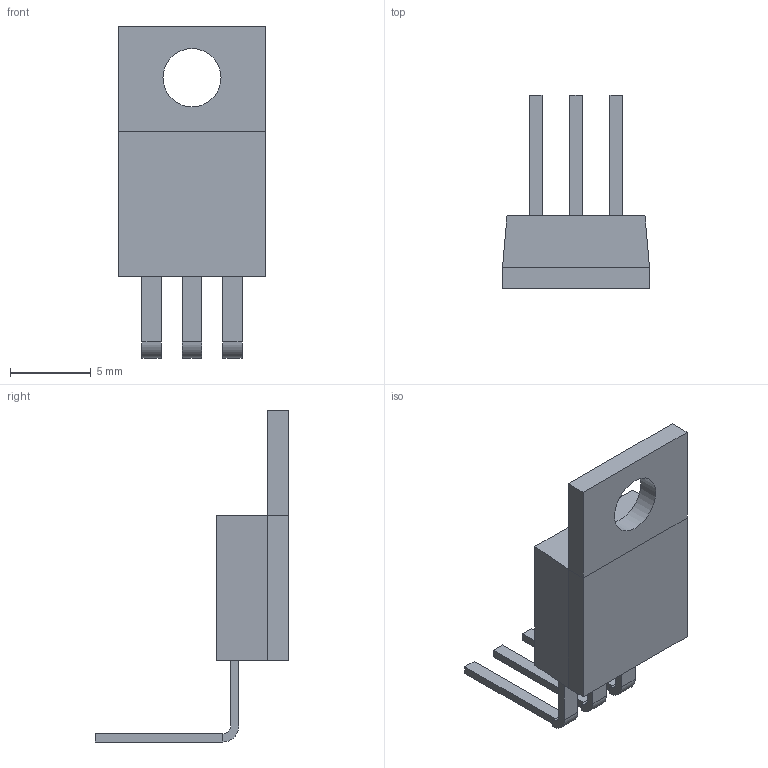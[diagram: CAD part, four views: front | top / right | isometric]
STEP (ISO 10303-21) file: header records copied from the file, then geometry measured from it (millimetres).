
FILE_DESCRIPTION(('FreeCAD Model'),'2;1');
FILE_NAME('TO220.STEP' ,'2020-11-20T22:04:26',('Author'),(''), 'Open CASCADE STEP processor 7.3','FreeCAD','Unknown');
FILE_SCHEMA(('AUTOMOTIVE_DESIGN { 1 0 10303 214 1 1 1 1 }'));
Length unit declared in the file: millimetre
Products named in the file (5): Extrude; Fusion002; Fusion; Cut; Fusion001
Bounding box: 9.1 x 12 x 20.55 mm (x, y, z)
Volume: 443 mm3; surface area: 591.8 mm2
Topology: 5 solids, 5 shells, 57 faces, 129 edges, 82 vertices
Faces by surface type: plane 50, cylinder 7
Full cylindrical faces by diameter (mm): 3.6 x1
Entity records: 1966 total; most frequent: CARTESIAN_POINT 269, DIRECTION 259, ORIENTED_EDGE 258, EDGE_CURVE 129, LINE 115, VECTOR 115, VERTEX_POINT 82, AXIS2_PLACEMENT_3D 72
